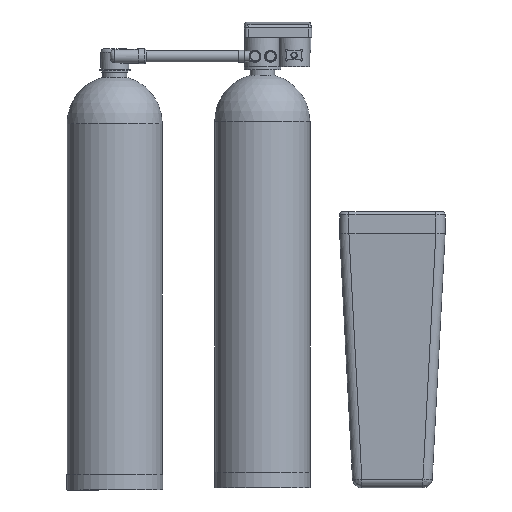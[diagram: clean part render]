
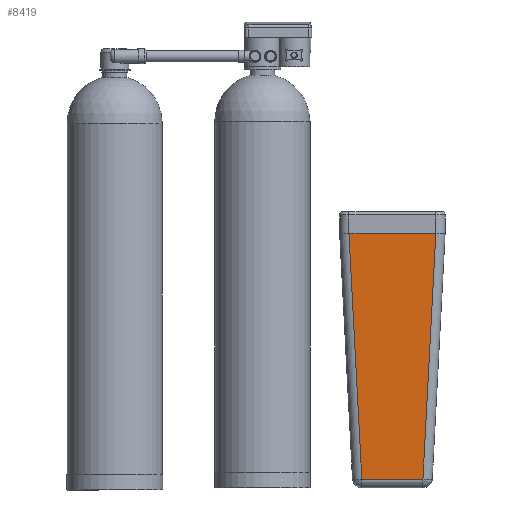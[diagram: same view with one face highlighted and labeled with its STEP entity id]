
A CAD part, front view. The second image highlights one B-rep face of the part: STEP entity #8419.
In plain terms, the highlighted planar face has unit normal (0, -0.999, -0.052).
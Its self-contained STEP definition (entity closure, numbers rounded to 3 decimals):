
#8419=ADVANCED_FACE('',(#16324),#16326,.T.);
#16324=FACE_BOUND('',#16325,.T.);
#16325=EDGE_LOOP('',(#21172,#21173,#21174,#21175));
#16326=PLANE('',#16327);
#16327=AXIS2_PLACEMENT_3D('',#16328,#16329,#16330);
#16328=CARTESIAN_POINT('',(-127.026,-127.026,-820.));
#16329=DIRECTION('',(0.,-0.999,-0.052));
#16330=DIRECTION('',(1.,0.,0.));
#21172=ORIENTED_EDGE('',*,*,#23561,.F.);
#21173=ORIENTED_EDGE('',*,*,#23551,.F.);
#21174=ORIENTED_EDGE('',*,*,#23545,.T.);
#21175=ORIENTED_EDGE('',*,*,#23542,.T.);
#23542=EDGE_CURVE('',#27498,#27496,#27499,.T.);
#23545=EDGE_CURVE('',#27502,#27498,#27503,.T.);
#23551=EDGE_CURVE('',#27502,#27507,#27510,.T.);
#23561=EDGE_CURVE('',#27507,#27496,#27522,.T.);
#27496=VERTEX_POINT('',#51890);
#27498=VERTEX_POINT('',#51922);
#27499=LINE('',#51923,#51924);
#27502=VERTEX_POINT('',#51934);
#27503=LINE('',#51935,#51936);
#27507=VERTEX_POINT('',#51950);
#27510=LINE('',#51986,#51987);
#27522=LINE('',#52024,#52025);
#51890=CARTESIAN_POINT('',(140.041,-170.,0.));
#51922=CARTESIAN_POINT('',(98.557,-128.516,-791.57));
#51923=CARTESIAN_POINT('',(98.557,-128.516,-791.57));
#51924=VECTOR('',#51925,1.);
#51925=DIRECTION('',(0.052,-0.052,0.997));
#51934=CARTESIAN_POINT('',(-98.557,-128.516,-791.57));
#51935=CARTESIAN_POINT('',(-98.557,-128.516,-791.57));
#51936=VECTOR('',#51937,1.);
#51937=DIRECTION('',(1.,0.,0.));
#51950=CARTESIAN_POINT('',(-140.041,-170.,0.));
#51986=CARTESIAN_POINT('',(-98.557,-128.516,-791.57));
#51987=VECTOR('',#51988,1.);
#51988=DIRECTION('',(-0.052,-0.052,0.997));
#52024=CARTESIAN_POINT('',(-140.041,-170.,0.));
#52025=VECTOR('',#52026,1.);
#52026=DIRECTION('',(1.,0.,0.));
